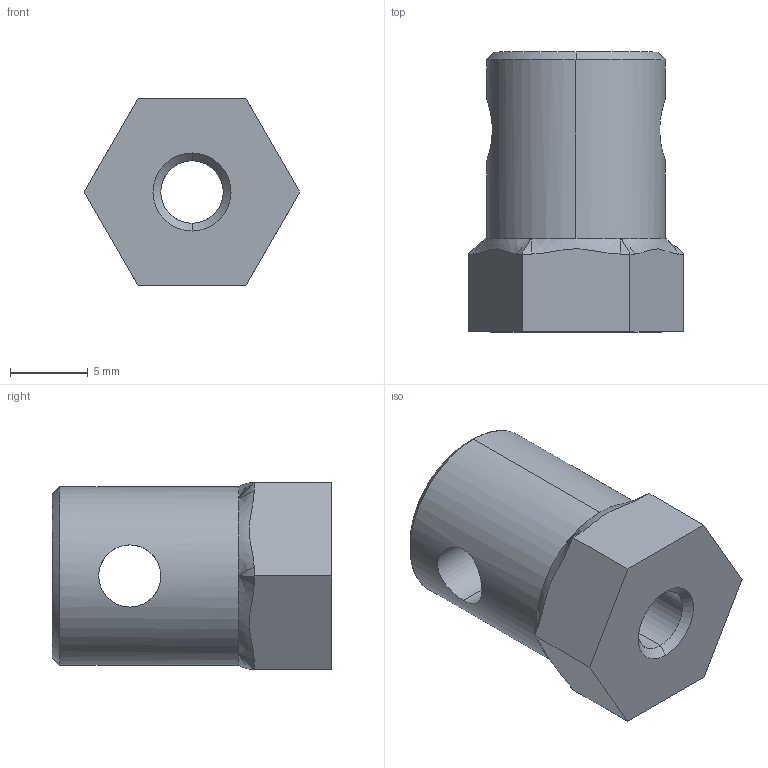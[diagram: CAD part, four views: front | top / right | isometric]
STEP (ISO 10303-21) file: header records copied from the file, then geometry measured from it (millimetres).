
FILE_DESCRIPTION (( 'STEP AP214' ), '1' );
FILE_NAME ('MountingHub4mmDto12mmHex.STEP', '2026-01-12T02:26:28', ( '' ), ( '' ), 'SwSTEP 2.0', 'SolidWorks 2025', '' );
FILE_SCHEMA (( 'AUTOMOTIVE_DESIGN' ));
Length unit declared in the file: millimetre
Products named in the file (1): MountingHub4mmDto12mmHex
Bounding box: 13.86 x 18 x 12 mm (x, y, z)
Volume: 1651.4 mm3; surface area: 1153.1 mm2
Topology: 1 solids, 1 shells, 44 faces, 104 edges, 62 vertices
Faces by surface type: bspline 20, plane 14, cylinder 8, cone 2
Entity records: 3826 total; most frequent: CARTESIAN_POINT 3012, ORIENTED_EDGE 208, EDGE_CURVE 104, DIRECTION 96, VERTEX_POINT 62, B_SPLINE_CURVE_WITH_KNOTS 56, EDGE_LOOP 50, FACE_OUTER_BOUND 44
